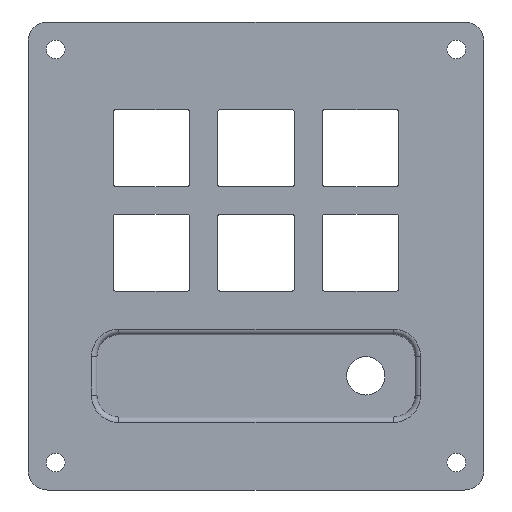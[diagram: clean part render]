
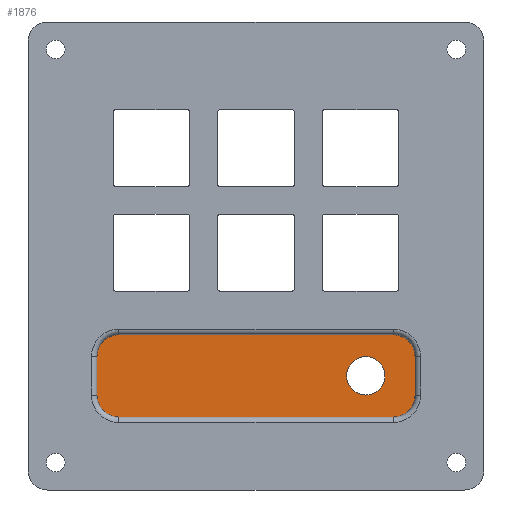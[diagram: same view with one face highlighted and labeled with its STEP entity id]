
A CAD part, front view. The second image highlights one B-rep face of the part: STEP entity #1876.
In plain terms, the highlighted planar face has unit normal (0, -1, 0).
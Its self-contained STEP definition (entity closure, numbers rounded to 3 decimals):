
#38=FACE_BOUND('',#263,.T.);
#49=PLANE('',#2111);
#134=FACE_OUTER_BOUND('',#262,.T.);
#262=EDGE_LOOP('',(#1527,#1528,#1529,#1530,#1531,#1532,#1533,#1534));
#263=EDGE_LOOP('',(#1535));
#336=LINE('',#2842,#497);
#339=LINE('',#2850,#500);
#426=LINE('',#3224,#587);
#427=LINE('',#3227,#588);
#497=VECTOR('',#2242,10.);
#500=VECTOR('',#2251,10.);
#587=VECTOR('',#2600,10.);
#588=VECTOR('',#2603,10.);
#663=CIRCLE('',#1977,4.);
#664=CIRCLE('',#1980,4.);
#762=CIRCLE('',#2110,3.5);
#763=CIRCLE('',#2112,4.);
#764=CIRCLE('',#2113,4.);
#781=VERTEX_POINT('',#2834);
#782=VERTEX_POINT('',#2836);
#783=VERTEX_POINT('',#2840);
#784=VERTEX_POINT('',#2844);
#785=VERTEX_POINT('',#2848);
#939=VERTEX_POINT('',#3217);
#940=VERTEX_POINT('',#3221);
#941=VERTEX_POINT('',#3222);
#942=VERTEX_POINT('',#3225);
#968=EDGE_CURVE('',#781,#782,#663,.T.);
#971=EDGE_CURVE('',#783,#781,#336,.T.);
#973=EDGE_CURVE('',#784,#783,#664,.T.);
#975=EDGE_CURVE('',#785,#784,#339,.T.);
#1159=EDGE_CURVE('',#939,#939,#762,.T.);
#1160=EDGE_CURVE('',#940,#941,#763,.T.);
#1161=EDGE_CURVE('',#782,#940,#426,.T.);
#1162=EDGE_CURVE('',#942,#785,#764,.T.);
#1163=EDGE_CURVE('',#941,#942,#427,.T.);
#1527=ORIENTED_EDGE('',*,*,#1160,.F.);
#1528=ORIENTED_EDGE('',*,*,#1161,.F.);
#1529=ORIENTED_EDGE('',*,*,#968,.F.);
#1530=ORIENTED_EDGE('',*,*,#971,.F.);
#1531=ORIENTED_EDGE('',*,*,#973,.F.);
#1532=ORIENTED_EDGE('',*,*,#975,.F.);
#1533=ORIENTED_EDGE('',*,*,#1162,.F.);
#1534=ORIENTED_EDGE('',*,*,#1163,.F.);
#1535=ORIENTED_EDGE('',*,*,#1159,.F.);
#1876=ADVANCED_FACE('',(#134,#38),#49,.F.);
#1977=AXIS2_PLACEMENT_3D('',#2837,#2236,#2237);
#1980=AXIS2_PLACEMENT_3D('',#2846,#2246,#2247);
#2110=AXIS2_PLACEMENT_3D('',#3219,#2594,#2595);
#2111=AXIS2_PLACEMENT_3D('',#3220,#2596,#2597);
#2112=AXIS2_PLACEMENT_3D('',#3223,#2598,#2599);
#2113=AXIS2_PLACEMENT_3D('',#3226,#2601,#2602);
#2236=DIRECTION('center_axis',(0.,1.,0.));
#2237=DIRECTION('ref_axis',(-1.,0.,0.));
#2242=DIRECTION('',(0.,0.,1.));
#2246=DIRECTION('center_axis',(0.,1.,0.));
#2247=DIRECTION('ref_axis',(0.,0.,-1.));
#2251=DIRECTION('',(-1.,0.,0.));
#2594=DIRECTION('center_axis',(0.,-1.,0.));
#2595=DIRECTION('ref_axis',(1.,0.,0.));
#2596=DIRECTION('center_axis',(0.,1.,0.));
#2597=DIRECTION('ref_axis',(1.,0.,0.));
#2598=DIRECTION('center_axis',(0.,1.,0.));
#2599=DIRECTION('ref_axis',(0.,0.,1.));
#2600=DIRECTION('',(1.,0.,0.));
#2601=DIRECTION('center_axis',(0.,1.,0.));
#2602=DIRECTION('ref_axis',(1.,0.,0.));
#2603=DIRECTION('',(0.,0.,-1.));
#2834=CARTESIAN_POINT('',(-0.425,8.5,-9.425));
#2836=CARTESIAN_POINT('',(3.575,8.5,-5.425));
#2837=CARTESIAN_POINT('Origin',(3.575,8.5,-9.425));
#2840=CARTESIAN_POINT('',(-0.425,8.5,-16.425));
#2842=CARTESIAN_POINT('',(-0.425,8.5,-11.175));
#2844=CARTESIAN_POINT('',(3.575,8.5,-20.425));
#2846=CARTESIAN_POINT('Origin',(3.575,8.5,-16.425));
#2848=CARTESIAN_POINT('',(53.575,8.5,-20.425));
#2850=CARTESIAN_POINT('',(16.075,8.5,-20.425));
#3217=CARTESIAN_POINT('',(45.075,8.5,-12.925));
#3219=CARTESIAN_POINT('Origin',(48.575,8.5,-12.925));
#3220=CARTESIAN_POINT('Origin',(28.575,8.5,-12.925));
#3221=CARTESIAN_POINT('',(53.575,8.5,-5.425));
#3222=CARTESIAN_POINT('',(57.575,8.5,-9.425));
#3223=CARTESIAN_POINT('Origin',(53.575,8.5,-9.425));
#3224=CARTESIAN_POINT('',(41.075,8.5,-5.425));
#3225=CARTESIAN_POINT('',(57.575,8.5,-16.425));
#3226=CARTESIAN_POINT('Origin',(53.575,8.5,-16.425));
#3227=CARTESIAN_POINT('',(57.575,8.5,-14.675));
